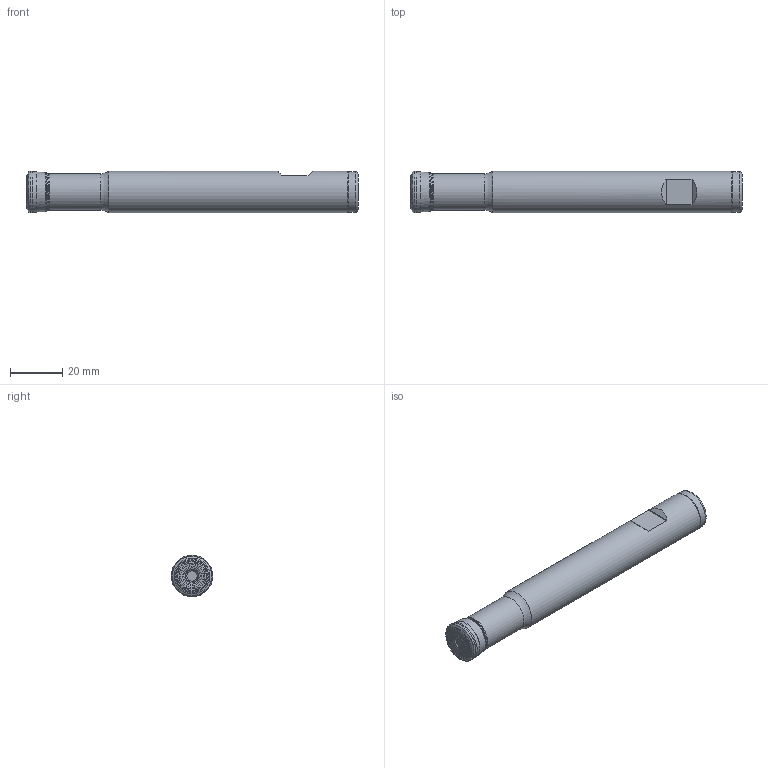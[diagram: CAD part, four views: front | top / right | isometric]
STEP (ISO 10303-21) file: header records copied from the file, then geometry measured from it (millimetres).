
FILE_DESCRIPTION(/* description */ (''),/* implementation_level */ '2;1');
FILE_NAME(/* name */ 'TURNING_EHF-ENMX06-D0625Z2W0625-L500I.stp',/* time_stamp */ '2020-09-23T10:29:18+09:00',/* author */ (''),/* organization */ (''),/* preprocessor_version */ 'ST-DEVELOPER v16',/* originating_system */ 'SIEMENS PLM Software NX 10.0',/* authorisation */ '');
FILE_SCHEMA (('AP203_CONFIGURATION_CONTROLLED_3D_DESIGN_OF_MECHANICAL_PARTS_AND_ASSEMBLIES_MIM_LF { 1 0 10303 403 2 1 2}'));
Length unit declared in the file: millimetre
Products named in the file (1): 12014C04DDBA1rm6
Bounding box: 127 x 15.9 x 15.9 mm (x, y, z)
Volume: 18187.1 mm3; surface area: 8242.7 mm2
Topology: 2 solids, 2 shells, 49 faces, 129 edges, 84 vertices
Faces by surface type: revolution 33, cylinder 6, plane 5, cone 3, torus 2
Full cylindrical faces by diameter (mm): 5 x1, 14 x1, 15.475 x1, 15.875 x1
Entity records: 1277 total; most frequent: CARTESIAN_POINT 337, DIRECTION 164, ORIENTED_EDGE 108, EDGE_LOOP 90, FACE_BOUND 85, AXIS2_PLACEMENT_3D 61, EDGE_CURVE 54, VERTEX_POINT 51
